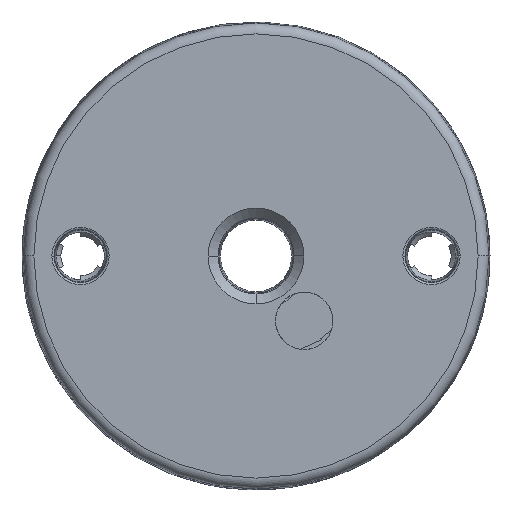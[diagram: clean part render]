
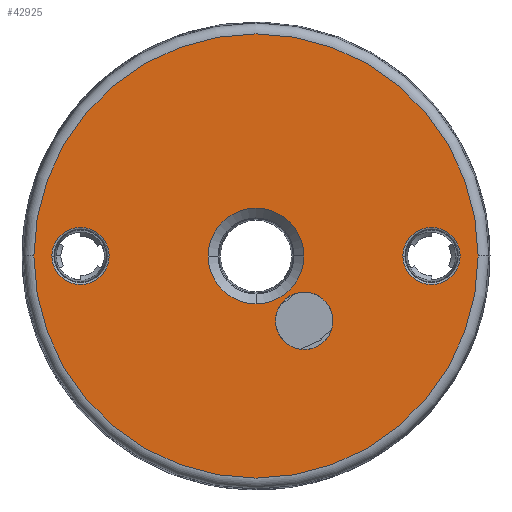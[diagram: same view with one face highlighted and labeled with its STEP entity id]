
A CAD part, front view. The second image highlights one B-rep face of the part: STEP entity #42925.
In plain terms, the highlighted planar face has unit normal (0, -1, 0).
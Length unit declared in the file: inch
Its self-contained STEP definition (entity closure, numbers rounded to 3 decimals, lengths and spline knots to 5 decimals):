
#140 = ORIENTED_EDGE ( 'NONE', *, *, #24561, .T. ) ;
#1016 = AXIS2_PLACEMENT_3D ( 'NONE', #5277, #12162, #35844 ) ;
#1942 = VERTEX_POINT ( 'NONE', #4538 ) ;
#2686 = DIRECTION ( 'NONE',  ( -1., 0., 0. ) ) ;
#3044 = DIRECTION ( 'NONE',  ( 0., 1., 0. ) ) ;
#3074 = CIRCLE ( 'NONE', #23671, 0.17716 ) ;
#3812 = CIRCLE ( 'NONE', #15543, 0.82213 ) ;
#4457 = CARTESIAN_POINT ( 'NONE',  ( 0.07239, -0.05906, -0.23999 ) ) ;
#4538 = CARTESIAN_POINT ( 'NONE',  ( -0.82213, -0.05906, 0. ) ) ;
#4963 = EDGE_LOOP ( 'NONE', ( #30862, #42821 ) ) ;
#5277 = CARTESIAN_POINT ( 'NONE',  ( 0.17869, -0.05906, -0.23999 ) ) ;
#5473 = FACE_BOUND ( 'NONE', #20177, .T. ) ;
#5576 = EDGE_CURVE ( 'NONE', #25571, #7578, #36142, .T. ) ;
#7578 = VERTEX_POINT ( 'NONE', #30006 ) ;
#8486 = FACE_BOUND ( 'NONE', #8928, .T. ) ;
#8928 = EDGE_LOOP ( 'NONE', ( #25892, #22459 ) ) ;
#9736 = DIRECTION ( 'NONE',  ( -1., 0., 0. ) ) ;
#10706 = VERTEX_POINT ( 'NONE', #40737 ) ;
#11092 = CARTESIAN_POINT ( 'NONE',  ( -0.54344, -0.05906, 0. ) ) ;
#11526 = DIRECTION ( 'NONE',  ( 0., 1., 0. ) ) ;
#11906 = FACE_OUTER_BOUND ( 'NONE', #18141, .T. ) ;
#12133 = PLANE ( 'NONE',  #17681 ) ;
#12162 = DIRECTION ( 'NONE',  ( 0., 1., 0. ) ) ;
#12568 = DIRECTION ( 'NONE',  ( 1., 0., 0. ) ) ;
#13252 = EDGE_CURVE ( 'NONE', #10706, #27155, #13856, .T. ) ;
#13856 = CIRCLE ( 'NONE', #34420, 0.10616 ) ;
#13889 = DIRECTION ( 'NONE',  ( 1., 0., 0. ) ) ;
#14397 = VERTEX_POINT ( 'NONE', #26144 ) ;
#14795 = CARTESIAN_POINT ( 'NONE',  ( -0.64961, -0.05906, 0. ) ) ;
#15543 = AXIS2_PLACEMENT_3D ( 'NONE', #33306, #32634, #16053 ) ;
#15900 = CIRCLE ( 'NONE', #42312, 0.10616 ) ;
#16053 = DIRECTION ( 'NONE',  ( -1., 0., 0. ) ) ;
#16803 = DIRECTION ( 'NONE',  ( 1., 0., 0. ) ) ;
#17031 = AXIS2_PLACEMENT_3D ( 'NONE', #42102, #42548, #25092 ) ;
#17681 = AXIS2_PLACEMENT_3D ( 'NONE', #19463, #23831, #12568 ) ;
#17720 = CARTESIAN_POINT ( 'NONE',  ( 0., -0.05906, 0. ) ) ;
#18141 = EDGE_LOOP ( 'NONE', ( #34546, #41619 ) ) ;
#19463 = CARTESIAN_POINT ( 'NONE',  ( 0., -0.05906, 0. ) ) ;
#19942 = ORIENTED_EDGE ( 'NONE', *, *, #5576, .T. ) ;
#20088 = AXIS2_PLACEMENT_3D ( 'NONE', #27517, #24087, #34648 ) ;
#20154 = ORIENTED_EDGE ( 'NONE', *, *, #20348, .T. ) ;
#20177 = EDGE_LOOP ( 'NONE', ( #20154, #140 ) ) ;
#20348 = EDGE_CURVE ( 'NONE', #32221, #26916, #35963, .T. ) ;
#21977 = ORIENTED_EDGE ( 'NONE', *, *, #31084, .T. ) ;
#22383 = EDGE_CURVE ( 'NONE', #27155, #10706, #15900, .T. ) ;
#22459 = ORIENTED_EDGE ( 'NONE', *, *, #13252, .T. ) ;
#23005 = AXIS2_PLACEMENT_3D ( 'NONE', #28965, #11526, #25520 ) ;
#23671 = AXIS2_PLACEMENT_3D ( 'NONE', #34492, #31040, #16803 ) ;
#23831 = DIRECTION ( 'NONE',  ( 0., 1., 0. ) ) ;
#24087 = DIRECTION ( 'NONE',  ( 0., 1., 0. ) ) ;
#24561 = EDGE_CURVE ( 'NONE', #26916, #32221, #26677, .T. ) ;
#24684 = DIRECTION ( 'NONE',  ( 1., 0., 0. ) ) ;
#24888 = EDGE_CURVE ( 'NONE', #7578, #34518, #36986, .T. ) ;
#25092 = DIRECTION ( 'NONE',  ( 1., 0., 0. ) ) ;
#25210 = CIRCLE ( 'NONE', #23005, 0.10616 ) ;
#25520 = DIRECTION ( 'NONE',  ( -1., 0., 0. ) ) ;
#25571 = VERTEX_POINT ( 'NONE', #35997 ) ;
#25892 = ORIENTED_EDGE ( 'NONE', *, *, #22383, .T. ) ;
#26024 = CARTESIAN_POINT ( 'NONE',  ( 0.54344, -0.05906, 0. ) ) ;
#26144 = CARTESIAN_POINT ( 'NONE',  ( 0.82213, -0.05906, 0. ) ) ;
#26677 = CIRCLE ( 'NONE', #1016, 0.1063 ) ;
#26916 = VERTEX_POINT ( 'NONE', #40947 ) ;
#27155 = VERTEX_POINT ( 'NONE', #11092 ) ;
#27517 = CARTESIAN_POINT ( 'NONE',  ( 0., -0.05906, 0. ) ) ;
#28598 = AXIS2_PLACEMENT_3D ( 'NONE', #44640, #3044, #9736 ) ;
#28965 = CARTESIAN_POINT ( 'NONE',  ( 0.64961, -0.05906, 0. ) ) ;
#30006 = CARTESIAN_POINT ( 'NONE',  ( -0.17716, -0.05906, 0. ) ) ;
#30183 = DIRECTION ( 'NONE',  ( 0., -1., 0. ) ) ;
#30862 = ORIENTED_EDGE ( 'NONE', *, *, #32084, .T. ) ;
#31040 = DIRECTION ( 'NONE',  ( 0., 1., 0. ) ) ;
#31084 = EDGE_CURVE ( 'NONE', #34518, #25571, #3074, .T. ) ;
#31106 = DIRECTION ( 'NONE',  ( 0., 1., 0. ) ) ;
#31799 = CIRCLE ( 'NONE', #45023, 0.82213 ) ;
#32084 = EDGE_CURVE ( 'NONE', #41783, #34491, #37067, .T. ) ;
#32221 = VERTEX_POINT ( 'NONE', #4457 ) ;
#32634 = DIRECTION ( 'NONE',  ( 0., -1., 0. ) ) ;
#33306 = CARTESIAN_POINT ( 'NONE',  ( 0., -0.05906, 0. ) ) ;
#34040 = CARTESIAN_POINT ( 'NONE',  ( 0.17716, -0.05906, 0. ) ) ;
#34420 = AXIS2_PLACEMENT_3D ( 'NONE', #40357, #36930, #2686 ) ;
#34491 = VERTEX_POINT ( 'NONE', #26024 ) ;
#34492 = CARTESIAN_POINT ( 'NONE',  ( 0., -0.05906, 0. ) ) ;
#34518 = VERTEX_POINT ( 'NONE', #34040 ) ;
#34546 = ORIENTED_EDGE ( 'NONE', *, *, #42458, .T. ) ;
#34648 = DIRECTION ( 'NONE',  ( -1., 0., 0. ) ) ;
#34772 = EDGE_CURVE ( 'NONE', #34491, #41783, #25210, .T. ) ;
#34971 = AXIS2_PLACEMENT_3D ( 'NONE', #35014, #31106, #24684 ) ;
#35014 = CARTESIAN_POINT ( 'NONE',  ( 0.64961, -0.05906, 0. ) ) ;
#35418 = EDGE_CURVE ( 'NONE', #14397, #1942, #31799, .T. ) ;
#35470 = ORIENTED_EDGE ( 'NONE', *, *, #24888, .T. ) ;
#35718 = DIRECTION ( 'NONE',  ( 0., 1., 0. ) ) ;
#35844 = DIRECTION ( 'NONE',  ( 1., 0., 0. ) ) ;
#35963 = CIRCLE ( 'NONE', #28598, 0.1063 ) ;
#35997 = CARTESIAN_POINT ( 'NONE',  ( 0., -0.05906, -0.17716 ) ) ;
#36142 = CIRCLE ( 'NONE', #17031, 0.17716 ) ;
#36930 = DIRECTION ( 'NONE',  ( 0., 1., 0. ) ) ;
#36986 = CIRCLE ( 'NONE', #20088, 0.17716 ) ;
#37067 = CIRCLE ( 'NONE', #34971, 0.10616 ) ;
#37362 = EDGE_LOOP ( 'NONE', ( #21977, #19942, #35470 ) ) ;
#39567 = CARTESIAN_POINT ( 'NONE',  ( 0.75577, -0.05906, 0. ) ) ;
#40357 = CARTESIAN_POINT ( 'NONE',  ( -0.64961, -0.05906, 0. ) ) ;
#40362 = FACE_BOUND ( 'NONE', #37362, .T. ) ;
#40737 = CARTESIAN_POINT ( 'NONE',  ( -0.75577, -0.05906, 0. ) ) ;
#40947 = CARTESIAN_POINT ( 'NONE',  ( 0.28499, -0.05906, -0.23999 ) ) ;
#41619 = ORIENTED_EDGE ( 'NONE', *, *, #35418, .T. ) ;
#41783 = VERTEX_POINT ( 'NONE', #39567 ) ;
#42102 = CARTESIAN_POINT ( 'NONE',  ( 0., -0.05906, 0. ) ) ;
#42304 = DIRECTION ( 'NONE',  ( 1., 0., 0. ) ) ;
#42312 = AXIS2_PLACEMENT_3D ( 'NONE', #14795, #35718, #13889 ) ;
#42458 = EDGE_CURVE ( 'NONE', #1942, #14397, #3812, .T. ) ;
#42548 = DIRECTION ( 'NONE',  ( 0., 1., 0. ) ) ;
#42821 = ORIENTED_EDGE ( 'NONE', *, *, #34772, .T. ) ;
#42925 = ADVANCED_FACE ( 'NONE', ( #11906, #40362, #8486, #5473, #43606 ), #12133, .F. ) ;
#43606 = FACE_BOUND ( 'NONE', #4963, .T. ) ;
#44640 = CARTESIAN_POINT ( 'NONE',  ( 0.17869, -0.05906, -0.23999 ) ) ;
#45023 = AXIS2_PLACEMENT_3D ( 'NONE', #17720, #30183, #42304 ) ;
